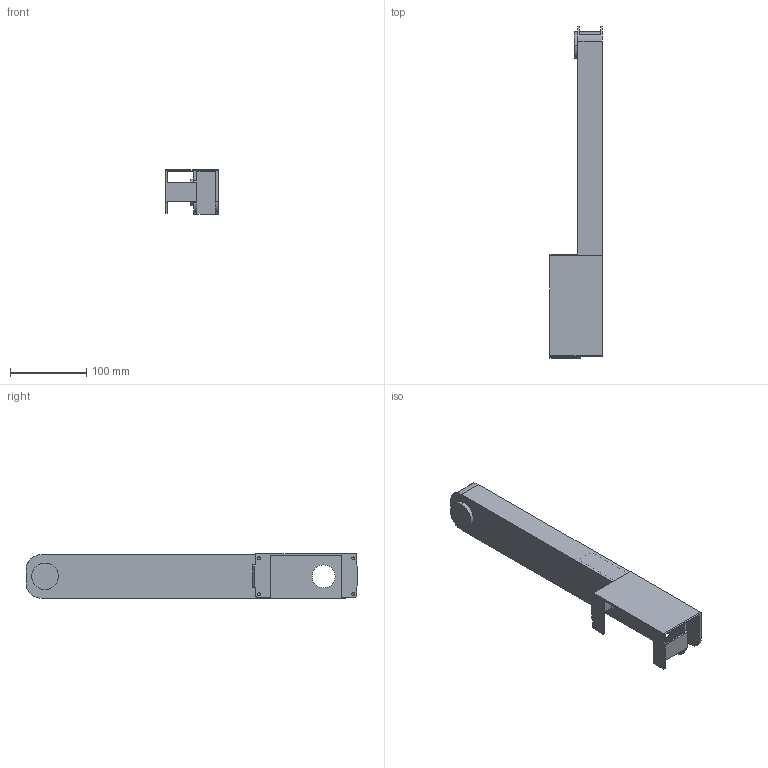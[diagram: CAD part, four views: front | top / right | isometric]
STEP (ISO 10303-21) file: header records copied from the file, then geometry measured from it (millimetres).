
FILE_DESCRIPTION (( 'STEP AP203' ), '1' );
FILE_NAME ('Arm_1st_Default_sldprt.STEP', '2022-04-16T10:24:25', ( '' ), ( '' ), 'SwSTEP 2.0', 'SolidWorks 2019', '' );
FILE_SCHEMA (( 'CONFIG_CONTROL_DESIGN' ));
Length unit declared in the file: millimetre
Products named in the file (1): Arm_1st_Default_sldprt
Bounding box: 69 x 435 x 58 mm (x, y, z)
Volume: 223780.7 mm3; surface area: 156875.3 mm2
Topology: 1 solids, 1 shells, 75 faces, 213 edges, 139 vertices
Faces by surface type: plane 48, cylinder 27
Entity records: 2546 total; most frequent: CARTESIAN_POINT 428, ORIENTED_EDGE 426, DIRECTION 423, EDGE_CURVE 213, LINE 155, VECTOR 155, VERTEX_POINT 139, AXIS2_PLACEMENT_3D 134
